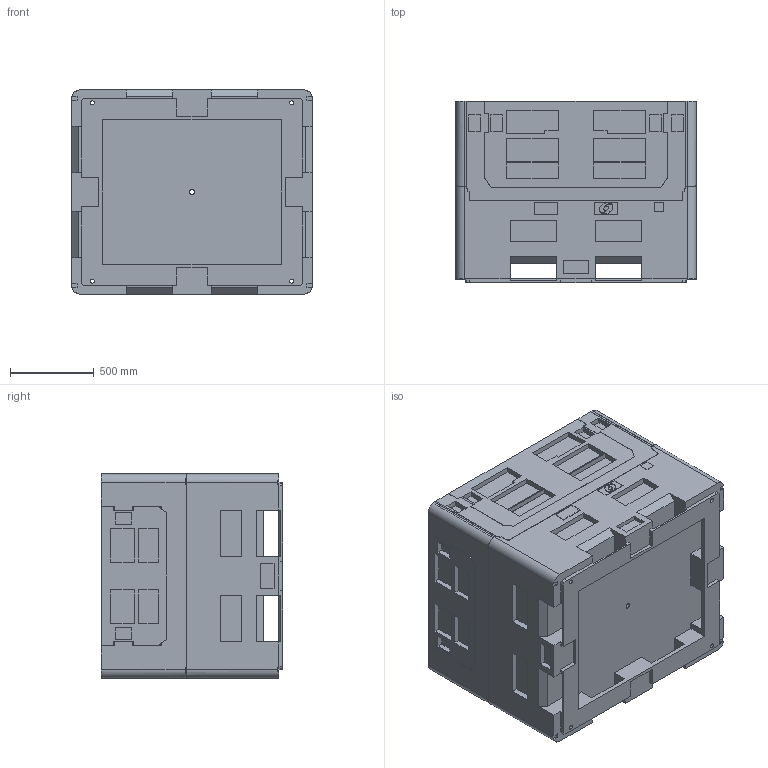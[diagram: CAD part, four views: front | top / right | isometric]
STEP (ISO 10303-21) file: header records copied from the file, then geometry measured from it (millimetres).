
FILE_DESCRIPTION((''),'2;1');
FILE_NAME('133386WSM_ASM','2025-06-20T15:11:59',('SYSTEM'),(''),'CREO PARAMETRIC BY PTC INC, 2023294','CREO PARAMETRIC BY PTC INC, 2023294','');
FILE_SCHEMA(('CONFIG_CONTROL_DESIGN'));
Length unit declared in the file: inch
Products named in the file (6): 116529SM; 116538SM; 116539SM; 116535SM; 116536SM; 133386WSM_ASM
Assembly tree (9 placements, depth 2):
  133386WSM_ASM
    116529SM
    116538SM  x2
    116539SM  x2
    116535SM  x2
    116536SM  x2
Bounding box: 1435.1 x 1083.34 x 1219.2 mm (x, y, z)
Volume: 300940220.9 mm3; surface area: 17565830.2 mm2
Topology: 9 solids, 9 shells, 970 faces, 2718 edges, 1844 vertices
Faces by surface type: plane 896, cylinder 42, extrusion 32
Entity records: 22028 total; most frequent: CARTESIAN_POINT 4401, ORIENTED_EDGE 3780, DIRECTION 3246, EDGE_CURVE 1890, VECTOR 1792, LINE 1764, VERTEX_POINT 1260, EDGE_LOOP 730
